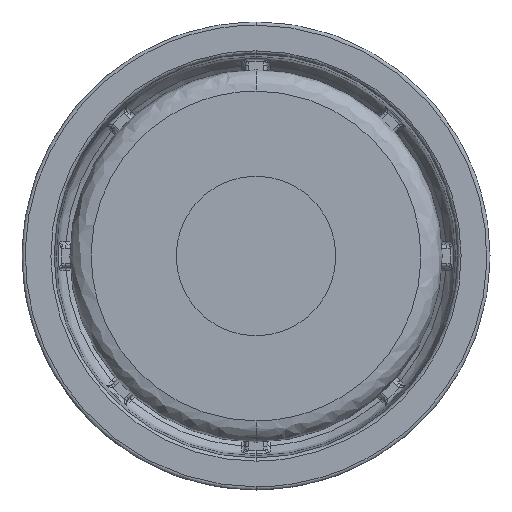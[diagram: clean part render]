
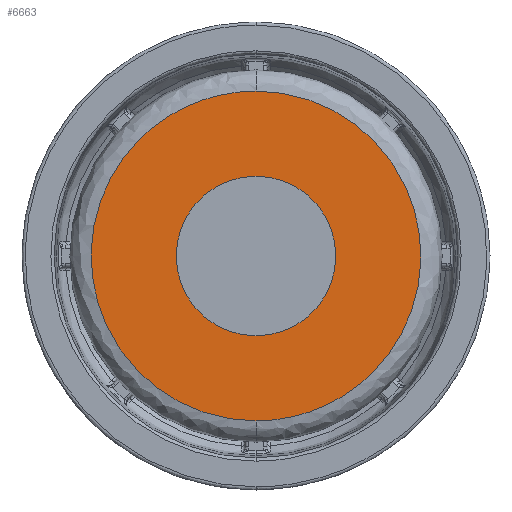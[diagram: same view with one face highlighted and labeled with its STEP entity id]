
A CAD part, front view. The second image highlights one B-rep face of the part: STEP entity #6663.
In plain terms, the highlighted planar face has unit normal (0, -1, 0).
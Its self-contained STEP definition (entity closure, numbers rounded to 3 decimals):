
#2204 = CARTESIAN_POINT ( 'NONE',  ( 0., -3., 15.5 ) ) ;
#2422 = CARTESIAN_POINT ( 'NONE',  ( 0., -3., -7.5 ) ) ;
#2743 = CARTESIAN_POINT ( 'NONE',  ( 0., -3., 15.5 ) ) ;
#2765 = VERTEX_POINT ( 'NONE', #9735 ) ;
#3129 = CARTESIAN_POINT ( 'NONE',  ( 0., -3., 0. ) ) ;
#3931 = DIRECTION ( 'NONE',  ( 0., -1., 0. ) ) ;
#4182 = FACE_OUTER_BOUND ( 'NONE', #18282, .T. ) ;
#4672 = FACE_BOUND ( 'NONE', #11638, .T. ) ;
#4705 = DIRECTION ( 'NONE',  ( 0., 0., -1. ) ) ;
#5082 = AXIS2_PLACEMENT_3D ( 'NONE', #13523, #3931, #15136 ) ;
#5147 = ORIENTED_EDGE ( 'NONE', *, *, #6336, .T. ) ;
#5337 = CARTESIAN_POINT ( 'NONE',  ( 31., -3., 15.5 ) ) ;
#5882 = AXIS2_PLACEMENT_3D ( 'NONE', #6312, #17512, #7916 ) ;
#5943 = CIRCLE ( 'NONE', #5882, 7.5 ) ;
#6312 = CARTESIAN_POINT ( 'NONE',  ( 0., -3., 0. ) ) ;
#6336 = EDGE_CURVE ( 'NONE', #7816, #16256, #5943, .T. ) ;
#6663 = ADVANCED_FACE ( 'NONE', ( #4672, #4182 ), #8610, .T. ) ;
#7472 = CARTESIAN_POINT ( 'NONE',  ( -31., -3., -15.5 ) ) ;
#7816 = VERTEX_POINT ( 'NONE', #2422 ) ;
#7852 = EDGE_CURVE ( 'NONE', #13329, #2765, #10877, .T. ) ;
#7916 = DIRECTION ( 'NONE',  ( 0., 0., -1. ) ) ;
#8358 = ORIENTED_EDGE ( 'NONE', *, *, #11046, .T. ) ;
#8609 = CARTESIAN_POINT ( 'NONE',  ( 0., -3., -15.5 ) ) ;
#8610 = PLANE ( 'NONE',  #5082 ) ;
#9735 = CARTESIAN_POINT ( 'NONE',  ( 0., -3., 15.5 ) ) ;
#10710 = CARTESIAN_POINT ( 'NONE',  ( 0., -3., -15.5 ) ) ;
#10877 =( BOUNDED_CURVE ( )  B_SPLINE_CURVE ( 3, ( #10710, #7472, #12336, #2743 ),
 .UNSPECIFIED., .F., .F. ) 
 B_SPLINE_CURVE_WITH_KNOTS ( ( 4, 4 ),
 ( 0., 1. ),
 .UNSPECIFIED. ) 
 CURVE ( )  GEOMETRIC_REPRESENTATION_ITEM ( )  RATIONAL_B_SPLINE_CURVE ( ( 1., 0.333, 0.333, 1. ) ) 
 REPRESENTATION_ITEM ( '' )  );
#11046 = EDGE_CURVE ( 'NONE', #16256, #7816, #12833, .T. ) ;
#11638 = EDGE_LOOP ( 'NONE', ( #5147, #8358 ) ) ;
#12336 = CARTESIAN_POINT ( 'NONE',  ( -31., -3., 15.5 ) ) ;
#12833 = CIRCLE ( 'NONE', #15498, 7.5 ) ;
#13329 = VERTEX_POINT ( 'NONE', #14263 ) ;
#13523 = CARTESIAN_POINT ( 'NONE',  ( 7.5, -3., 0. ) ) ;
#14263 = CARTESIAN_POINT ( 'NONE',  ( 0., -3., -15.5 ) ) ;
#14308 = DIRECTION ( 'NONE',  ( 0., 1., 0. ) ) ;
#14545 = EDGE_CURVE ( 'NONE', #2765, #13329, #19152, .T. ) ;
#14964 = CARTESIAN_POINT ( 'NONE',  ( 0., -3., 7.5 ) ) ;
#15114 = ORIENTED_EDGE ( 'NONE', *, *, #14545, .F. ) ;
#15136 = DIRECTION ( 'NONE',  ( 0., 0., -1. ) ) ;
#15498 = AXIS2_PLACEMENT_3D ( 'NONE', #3129, #14308, #4705 ) ;
#16256 = VERTEX_POINT ( 'NONE', #14964 ) ;
#17512 = DIRECTION ( 'NONE',  ( 0., 1., 0. ) ) ;
#18210 = CARTESIAN_POINT ( 'NONE',  ( 31., -3., -15.5 ) ) ;
#18282 = EDGE_LOOP ( 'NONE', ( #15114, #20531 ) ) ;
#19152 =( BOUNDED_CURVE ( )  B_SPLINE_CURVE ( 3, ( #2204, #5337, #18210, #8609 ),
 .UNSPECIFIED., .F., .F. ) 
 B_SPLINE_CURVE_WITH_KNOTS ( ( 4, 4 ),
 ( 0., 1. ),
 .UNSPECIFIED. ) 
 CURVE ( )  GEOMETRIC_REPRESENTATION_ITEM ( )  RATIONAL_B_SPLINE_CURVE ( ( 1., 0.333, 0.333, 1. ) ) 
 REPRESENTATION_ITEM ( '' )  );
#20531 = ORIENTED_EDGE ( 'NONE', *, *, #7852, .F. ) ;
